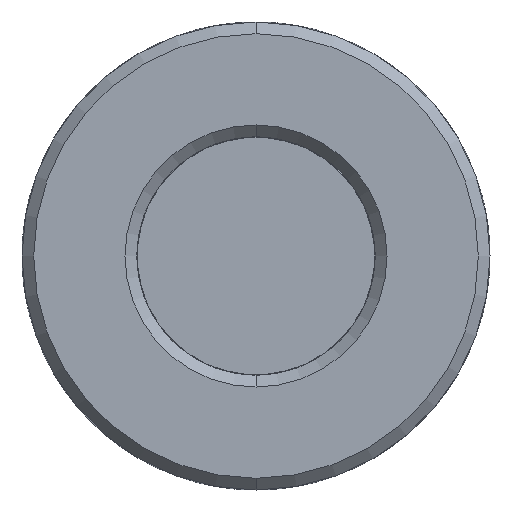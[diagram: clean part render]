
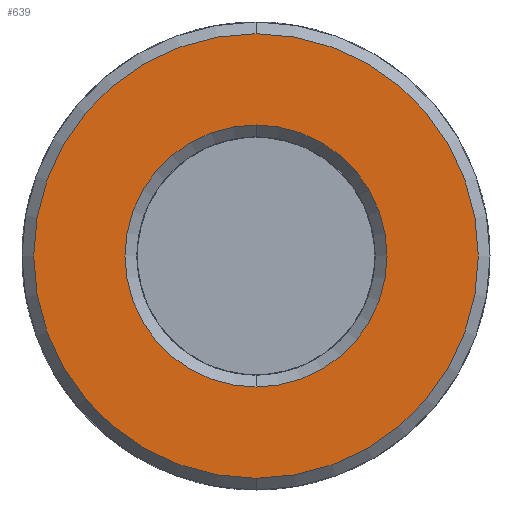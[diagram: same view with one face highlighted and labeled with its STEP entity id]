
A CAD part, front view. The second image highlights one B-rep face of the part: STEP entity #639.
In plain terms, the highlighted planar face has unit normal (0, -1, 0).
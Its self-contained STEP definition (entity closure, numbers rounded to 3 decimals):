
#53 = DIRECTION ( 'NONE',  ( 0., 0., 1. ) ) ;
#57 = EDGE_LOOP ( 'NONE', ( #659, #302 ) ) ;
#160 = AXIS2_PLACEMENT_3D ( 'NONE', #633, #474, #1139 ) ;
#211 = ORIENTED_EDGE ( 'NONE', *, *, #306, .T. ) ;
#227 = DIRECTION ( 'NONE',  ( 0., 0., 1. ) ) ;
#302 = ORIENTED_EDGE ( 'NONE', *, *, #1651, .T. ) ;
#306 = EDGE_CURVE ( 'NONE', #1136, #1100, #875, .T. ) ;
#338 = DIRECTION ( 'NONE',  ( 0., 0., 1. ) ) ;
#365 = EDGE_CURVE ( 'NONE', #1100, #1136, #1410, .T. ) ;
#378 = CIRCLE ( 'NONE', #160, 5.6 ) ;
#444 = AXIS2_PLACEMENT_3D ( 'NONE', #632, #1183, #503 ) ;
#445 = CARTESIAN_POINT ( 'NONE',  ( 0., 0., 0. ) ) ;
#474 = DIRECTION ( 'NONE',  ( 0., 1., 0. ) ) ;
#503 = DIRECTION ( 'NONE',  ( 0., 0., 1. ) ) ;
#593 = DIRECTION ( 'NONE',  ( 0., 1., 0. ) ) ;
#632 = CARTESIAN_POINT ( 'NONE',  ( 0., 0., 0. ) ) ;
#633 = CARTESIAN_POINT ( 'NONE',  ( 0., 0., 0. ) ) ;
#639 = ADVANCED_FACE ( 'NONE', ( #1226, #1232 ), #1396, .F. ) ;
#647 = AXIS2_PLACEMENT_3D ( 'NONE', #1035, #1552, #227 ) ;
#659 = ORIENTED_EDGE ( 'NONE', *, *, #1315, .T. ) ;
#760 = AXIS2_PLACEMENT_3D ( 'NONE', #445, #990, #53 ) ;
#875 = CIRCLE ( 'NONE', #444, 9.5 ) ;
#990 = DIRECTION ( 'NONE',  ( 0., 1., 0. ) ) ;
#1035 = CARTESIAN_POINT ( 'NONE',  ( 0., 0., 0. ) ) ;
#1100 = VERTEX_POINT ( 'NONE', #1429 ) ;
#1136 = VERTEX_POINT ( 'NONE', #1340 ) ;
#1139 = DIRECTION ( 'NONE',  ( 0., 0., 1. ) ) ;
#1171 = EDGE_LOOP ( 'NONE', ( #211, #1179 ) ) ;
#1179 = ORIENTED_EDGE ( 'NONE', *, *, #365, .T. ) ;
#1183 = DIRECTION ( 'NONE',  ( 0., -1., 0. ) ) ;
#1226 = FACE_OUTER_BOUND ( 'NONE', #1171, .T. ) ;
#1232 = FACE_BOUND ( 'NONE', #57, .T. ) ;
#1264 = CARTESIAN_POINT ( 'NONE',  ( 0., 0., 0. ) ) ;
#1280 = VERTEX_POINT ( 'NONE', #1702 ) ;
#1288 = VERTEX_POINT ( 'NONE', #1553 ) ;
#1306 = CIRCLE ( 'NONE', #1528, 5.6 ) ;
#1315 = EDGE_CURVE ( 'NONE', #1280, #1288, #378, .T. ) ;
#1340 = CARTESIAN_POINT ( 'NONE',  ( 0., 0., 9.5 ) ) ;
#1396 = PLANE ( 'NONE',  #760 ) ;
#1410 = CIRCLE ( 'NONE', #647, 9.5 ) ;
#1429 = CARTESIAN_POINT ( 'NONE',  ( 0., 0., -9.5 ) ) ;
#1528 = AXIS2_PLACEMENT_3D ( 'NONE', #1264, #593, #338 ) ;
#1552 = DIRECTION ( 'NONE',  ( 0., -1., 0. ) ) ;
#1553 = CARTESIAN_POINT ( 'NONE',  ( 0., 0., 5.6 ) ) ;
#1651 = EDGE_CURVE ( 'NONE', #1288, #1280, #1306, .T. ) ;
#1702 = CARTESIAN_POINT ( 'NONE',  ( 0., 0., -5.6 ) ) ;
